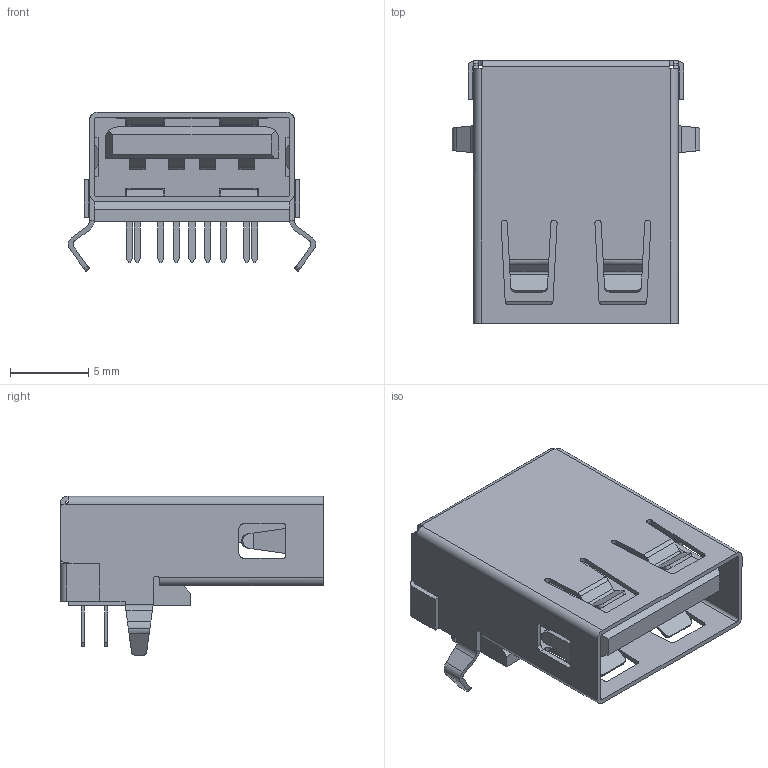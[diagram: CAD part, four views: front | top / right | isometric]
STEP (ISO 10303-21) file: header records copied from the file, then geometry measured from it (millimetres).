
FILE_DESCRIPTION (( 'STEP AP214' ), '1' );
FILE_NAME ('USB-3.0-A-TH_HC-ST-003-01-Z.STEP', '2021-09-03T03:32:27', ( '微软用户' ), ( '微软中国' ), 'SwSTEP 2.0', 'SolidWorks 2017', '' );
FILE_SCHEMA (( 'AUTOMOTIVE_DESIGN' ));
Length unit declared in the file: millimetre
Products named in the file (1): USB-3.0-A-TH_HC-ST-003-01-Z
Bounding box: 15.81 x 16.8 x 10.18 mm (x, y, z)
Volume: 951.3 mm3; surface area: 2153.7 mm2
Topology: 6 solids, 10 shells, 485 faces, 1325 edges, 876 vertices
Faces by surface type: plane 343, cylinder 128, bspline 14
Entity records: 20678 total; most frequent: CARTESIAN_POINT 3837, ORIENTED_EDGE 2650, DIRECTION 2285, EDGE_CURVE 1325, LINE 1037, VECTOR 1037, VERTEX_POINT 876, AXIS2_PLACEMENT_3D 624
